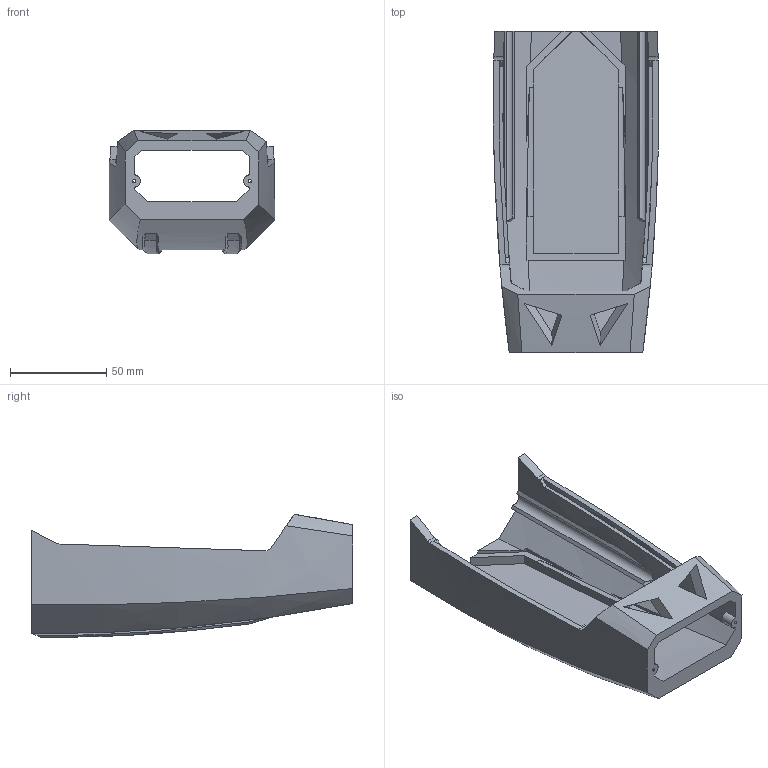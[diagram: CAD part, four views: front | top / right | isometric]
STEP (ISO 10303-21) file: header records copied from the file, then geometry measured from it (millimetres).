
FILE_DESCRIPTION(/* description */ (''),/* implementation_level */ '2;1');
FILE_NAME(/* name */ 'Fuselage 3.step',/* time_stamp */ '2024-11-26T12:13:44+01:00',/* author */ (''),/* organization */ (''),/* preprocessor_version */ 'ST-DEVELOPER v20',/* originating_system */ 'Autodesk Translation Framework v13.20.0.188',/* authorisation */ '');
FILE_SCHEMA (('AUTOMOTIVE_DESIGN { 1 0 10303 214 3 1 1 }'));
Length unit declared in the file: millimetre
Products named in the file (1): Fuselage 3
Bounding box: 85.97 x 167 x 64.1 mm (x, y, z)
Volume: 164367.5 mm3; surface area: 59624.3 mm2
Topology: 1 solids, 1 shells, 118 faces, 347 edges, 228 vertices
Faces by surface type: plane 60, bspline 44, cylinder 14
Full cylindrical faces by diameter (mm): 1.6 x2
Entity records: 5162 total; most frequent: CARTESIAN_POINT 2509, ORIENTED_EDGE 694, EDGE_CURVE 347, DIRECTION 301, VERTEX_POINT 228, B_SPLINE_CURVE_WITH_KNOTS 216, EDGE_LOOP 125, FACE_OUTER_BOUND 118
